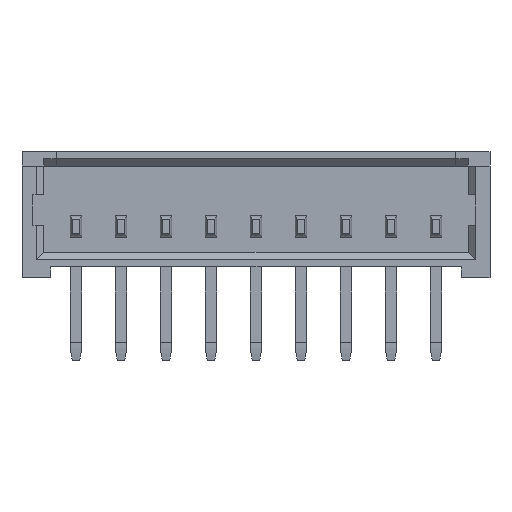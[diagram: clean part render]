
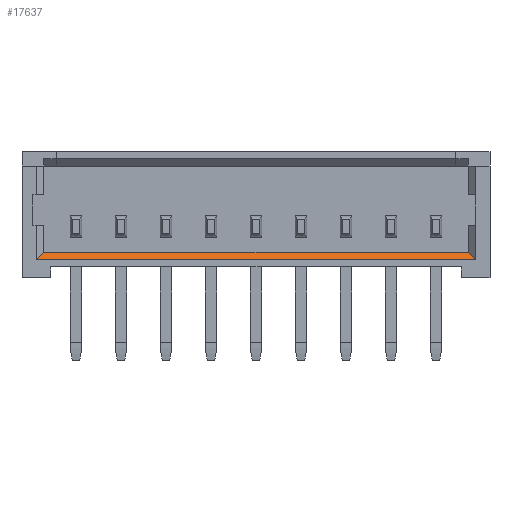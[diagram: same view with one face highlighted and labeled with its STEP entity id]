
A CAD part, front view. The second image highlights one B-rep face of the part: STEP entity #17637.
In plain terms, the highlighted planar face has unit normal (0, -0.707, 0.707).
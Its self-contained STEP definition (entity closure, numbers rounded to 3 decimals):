
#2737 = PLANE('',#2738);
#2738 = AXIS2_PLACEMENT_3D('',#2739,#2740,#2741);
#2739 = CARTESIAN_POINT('',(5.,-4.45,1.8));
#2740 = DIRECTION('',(0.,-1.,0.));
#2741 = DIRECTION('',(-1.,0.,0.));
#6557 = VERTEX_POINT('',#6558);
#6558 = CARTESIAN_POINT('',(-1.1,-4.45,0.55));
#6572 = PLANE('',#6573);
#6573 = AXIS2_PLACEMENT_3D('',#6574,#6575,#6576);
#6574 = CARTESIAN_POINT('',(-1.1,-4.45,3.15));
#6575 = DIRECTION('',(0.707,-0.707,
    0.));
#6576 = DIRECTION('',(0.,0.,-1.));
#6584 = EDGE_CURVE('',#6557,#6585,#6587,.T.);
#6585 = VERTEX_POINT('',#6586);
#6586 = CARTESIAN_POINT('',(11.1,-4.45,0.55));
#6587 = SURFACE_CURVE('',#6588,(#6592,#6599),.PCURVE_S1.);
#6588 = LINE('',#6589,#6590);
#6589 = CARTESIAN_POINT('',(-1.1,-4.45,0.55));
#6590 = VECTOR('',#6591,1.);
#6591 = DIRECTION('',(1.,0.,0.));
#6592 = PCURVE('',#2737,#6593);
#6593 = DEFINITIONAL_REPRESENTATION('',(#6594),#6598);
#6594 = LINE('',#6595,#6596);
#6595 = CARTESIAN_POINT('',(6.1,1.25));
#6596 = VECTOR('',#6597,1.);
#6597 = DIRECTION('',(-1.,0.));
#6598 = ( GEOMETRIC_REPRESENTATION_CONTEXT(2) 
PARAMETRIC_REPRESENTATION_CONTEXT() REPRESENTATION_CONTEXT('2D SPACE',''
  ) );
#6599 = PCURVE('',#6600,#6605);
#6600 = PLANE('',#6601);
#6601 = AXIS2_PLACEMENT_3D('',#6602,#6603,#6604);
#6602 = CARTESIAN_POINT('',(-0.9,-4.45,0.55));
#6603 = DIRECTION('',(0.,-0.707,0.707));
#6604 = DIRECTION('',(1.,0.,0.));
#6605 = DEFINITIONAL_REPRESENTATION('',(#6606),#6610);
#6606 = LINE('',#6607,#6608);
#6607 = CARTESIAN_POINT('',(-0.2,0.));
#6608 = VECTOR('',#6609,1.);
#6609 = DIRECTION('',(1.,0.));
#6610 = ( GEOMETRIC_REPRESENTATION_CONTEXT(2) 
PARAMETRIC_REPRESENTATION_CONTEXT() REPRESENTATION_CONTEXT('2D SPACE',''
  ) );
#6626 = PLANE('',#6627);
#6627 = AXIS2_PLACEMENT_3D('',#6628,#6629,#6630);
#6628 = CARTESIAN_POINT('',(11.1,-4.45,0.75));
#6629 = DIRECTION('',(-0.707,-0.707,
    0.));
#6630 = DIRECTION('',(0.,0.,1.));
#11998 = PLANE('',#11999);
#11999 = AXIS2_PLACEMENT_3D('',#12000,#12001,#12002);
#12000 = CARTESIAN_POINT('',(-0.9,-4.45,0.75));
#12001 = DIRECTION('',(0.,0.,-1.));
#12002 = DIRECTION('',(1.,0.,0.));
#17594 = VERTEX_POINT('',#17595);
#17595 = CARTESIAN_POINT('',(-0.9,-4.25,0.75));
#17616 = EDGE_CURVE('',#6557,#17594,#17617,.T.);
#17617 = SURFACE_CURVE('',#17618,(#17622,#17629),.PCURVE_S1.);
#17618 = LINE('',#17619,#17620);
#17619 = CARTESIAN_POINT('',(-1.1,-4.45,0.55));
#17620 = VECTOR('',#17621,1.);
#17621 = DIRECTION('',(0.577,0.577,0.577));
#17622 = PCURVE('',#6572,#17623);
#17623 = DEFINITIONAL_REPRESENTATION('',(#17624),#17628);
#17624 = LINE('',#17625,#17626);
#17625 = CARTESIAN_POINT('',(2.6,0.));
#17626 = VECTOR('',#17627,1.);
#17627 = DIRECTION('',(-0.577,0.816));
#17628 = ( GEOMETRIC_REPRESENTATION_CONTEXT(2) 
PARAMETRIC_REPRESENTATION_CONTEXT() REPRESENTATION_CONTEXT('2D SPACE',''
  ) );
#17629 = PCURVE('',#6600,#17630);
#17630 = DEFINITIONAL_REPRESENTATION('',(#17631),#17635);
#17631 = LINE('',#17632,#17633);
#17632 = CARTESIAN_POINT('',(-0.2,0.));
#17633 = VECTOR('',#17634,1.);
#17634 = DIRECTION('',(0.577,0.816));
#17635 = ( GEOMETRIC_REPRESENTATION_CONTEXT(2) 
PARAMETRIC_REPRESENTATION_CONTEXT() REPRESENTATION_CONTEXT('2D SPACE',''
  ) );
#17637 = ADVANCED_FACE('',(#17638),#6600,.T.);
#17638 = FACE_BOUND('',#17639,.F.);
#17639 = EDGE_LOOP('',(#17640,#17641,#17642,#17665));
#17640 = ORIENTED_EDGE('',*,*,#6584,.F.);
#17641 = ORIENTED_EDGE('',*,*,#17616,.T.);
#17642 = ORIENTED_EDGE('',*,*,#17643,.T.);
#17643 = EDGE_CURVE('',#17594,#17644,#17646,.T.);
#17644 = VERTEX_POINT('',#17645);
#17645 = CARTESIAN_POINT('',(10.9,-4.25,0.75));
#17646 = SURFACE_CURVE('',#17647,(#17651,#17658),.PCURVE_S1.);
#17647 = LINE('',#17648,#17649);
#17648 = CARTESIAN_POINT('',(-0.9,-4.25,0.75));
#17649 = VECTOR('',#17650,1.);
#17650 = DIRECTION('',(1.,0.,0.));
#17651 = PCURVE('',#6600,#17652);
#17652 = DEFINITIONAL_REPRESENTATION('',(#17653),#17657);
#17653 = LINE('',#17654,#17655);
#17654 = CARTESIAN_POINT('',(0.,0.283));
#17655 = VECTOR('',#17656,1.);
#17656 = DIRECTION('',(1.,0.));
#17657 = ( GEOMETRIC_REPRESENTATION_CONTEXT(2) 
PARAMETRIC_REPRESENTATION_CONTEXT() REPRESENTATION_CONTEXT('2D SPACE',''
  ) );
#17658 = PCURVE('',#11998,#17659);
#17659 = DEFINITIONAL_REPRESENTATION('',(#17660),#17664);
#17660 = LINE('',#17661,#17662);
#17661 = CARTESIAN_POINT('',(0.,-0.2));
#17662 = VECTOR('',#17663,1.);
#17663 = DIRECTION('',(1.,0.));
#17664 = ( GEOMETRIC_REPRESENTATION_CONTEXT(2) 
PARAMETRIC_REPRESENTATION_CONTEXT() REPRESENTATION_CONTEXT('2D SPACE',''
  ) );
#17665 = ORIENTED_EDGE('',*,*,#17666,.F.);
#17666 = EDGE_CURVE('',#6585,#17644,#17667,.T.);
#17667 = SURFACE_CURVE('',#17668,(#17672,#17679),.PCURVE_S1.);
#17668 = LINE('',#17669,#17670);
#17669 = CARTESIAN_POINT('',(11.1,-4.45,0.55));
#17670 = VECTOR('',#17671,1.);
#17671 = DIRECTION('',(-0.577,0.577,0.577));
#17672 = PCURVE('',#6600,#17673);
#17673 = DEFINITIONAL_REPRESENTATION('',(#17674),#17678);
#17674 = LINE('',#17675,#17676);
#17675 = CARTESIAN_POINT('',(12.,0.));
#17676 = VECTOR('',#17677,1.);
#17677 = DIRECTION('',(-0.577,0.816));
#17678 = ( GEOMETRIC_REPRESENTATION_CONTEXT(2) 
PARAMETRIC_REPRESENTATION_CONTEXT() REPRESENTATION_CONTEXT('2D SPACE',''
  ) );
#17679 = PCURVE('',#6626,#17680);
#17680 = DEFINITIONAL_REPRESENTATION('',(#17681),#17685);
#17681 = LINE('',#17682,#17683);
#17682 = CARTESIAN_POINT('',(-0.2,0.));
#17683 = VECTOR('',#17684,1.);
#17684 = DIRECTION('',(0.577,0.816));
#17685 = ( GEOMETRIC_REPRESENTATION_CONTEXT(2) 
PARAMETRIC_REPRESENTATION_CONTEXT() REPRESENTATION_CONTEXT('2D SPACE',''
  ) );
